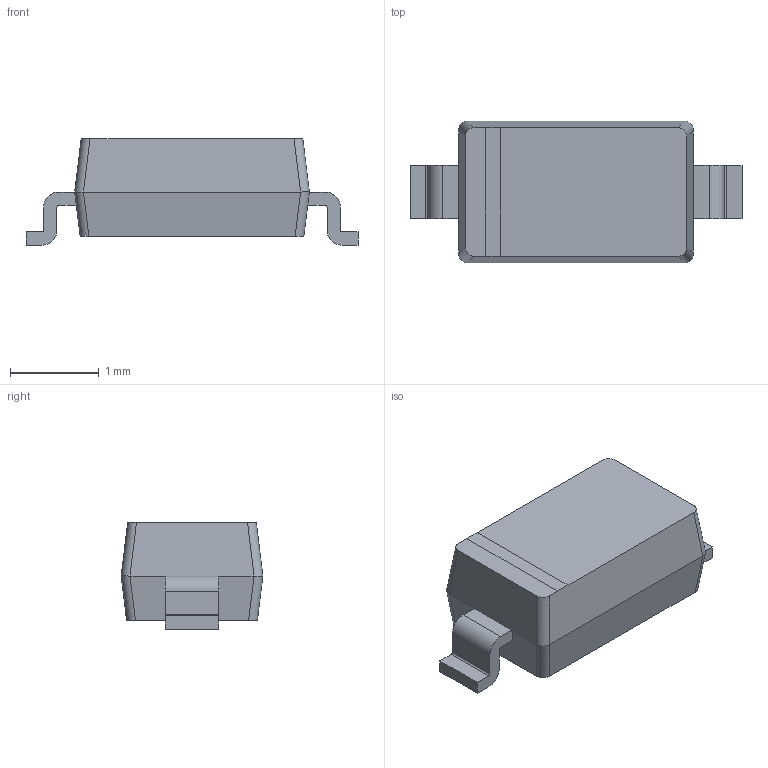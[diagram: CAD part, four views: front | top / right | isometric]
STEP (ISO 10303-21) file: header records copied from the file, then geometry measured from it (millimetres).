
FILE_DESCRIPTION (( 'STEP AP214' ), '1' );
FILE_NAME ('SOD-123F_L2.7-W1.6-LS3.8-RD-1.STEP', '2022-03-23T07:57:44', ( '微软用户' ), ( '微软中国' ), 'SwSTEP 2.0', 'SolidWorks 2017', '' );
FILE_SCHEMA (( 'AUTOMOTIVE_DESIGN' ));
Length unit declared in the file: millimetre
Products named in the file (1): SOD-123F_L2.7-W1.6-LS3.8-RD-1
Bounding box: 3.75 x 1.6 x 1.2 mm (x, y, z)
Volume: 4.5 mm3; surface area: 19.2 mm2
Topology: 1 solids, 1 shells, 105 faces, 276 edges, 180 vertices
Faces by surface type: plane 75, cylinder 16, bspline 14
Entity records: 4432 total; most frequent: CARTESIAN_POINT 1396, ORIENTED_EDGE 552, DIRECTION 436, EDGE_CURVE 276, LINE 220, VECTOR 220, VERTEX_POINT 180, EDGE_LOOP 112
